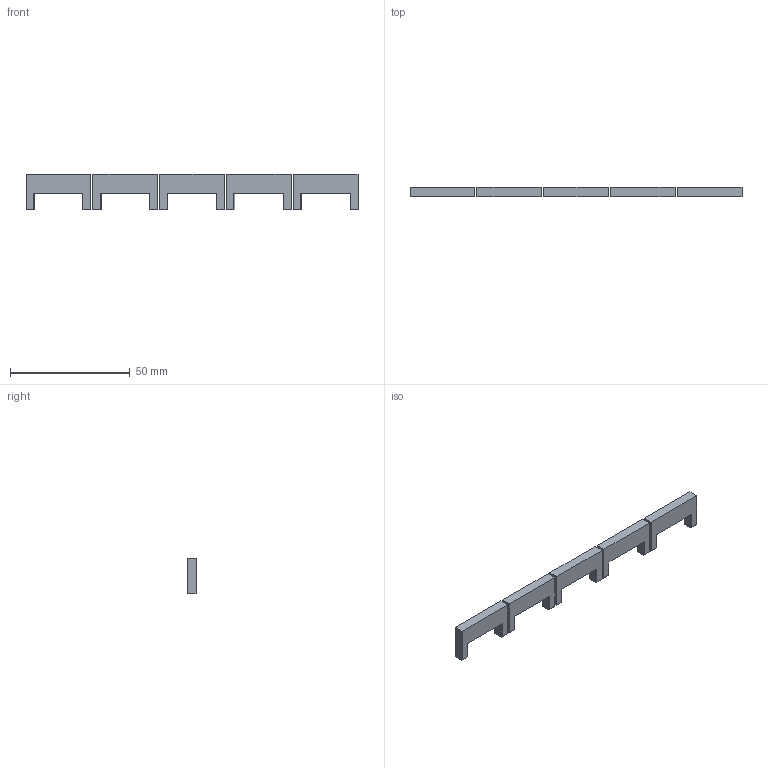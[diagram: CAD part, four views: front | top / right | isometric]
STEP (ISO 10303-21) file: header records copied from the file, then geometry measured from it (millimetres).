
FILE_DESCRIPTION(/* description */ (''),/* implementation_level */ '2;1');
FILE_NAME(/* name */ 'tolerance tester sloted v2.step',/* time_stamp */ '2022-06-19T12:08:18-07:00',/* author */ (''),/* organization */ (''),/* preprocessor_version */ 'ST-DEVELOPER v19',/* originating_system */ 'Autodesk Translation Framework v11.7.0.108',/* authorisation */ '');
FILE_SCHEMA (('AUTOMOTIVE_DESIGN { 1 0 10303 214 3 1 1 }'));
Length unit declared in the file: millimetre
Products named in the file (1): tolerance tester sloted
Bounding box: 138.8 x 4 x 15 mm (x, y, z)
Volume: 5093.8 mm3; surface area: 5239.4 mm2
Topology: 5 solids, 5 shells, 532 faces, 1445 edges, 960 vertices
Faces by surface type: bspline 359, plane 173
Entity records: 20008 total; most frequent: CARTESIAN_POINT 9041, ORIENTED_EDGE 2890, EDGE_CURVE 1445, DIRECTION 1075, VERTEX_POINT 960, LINE 727, VECTOR 727, B_SPLINE_CURVE_WITH_KNOTS 718
